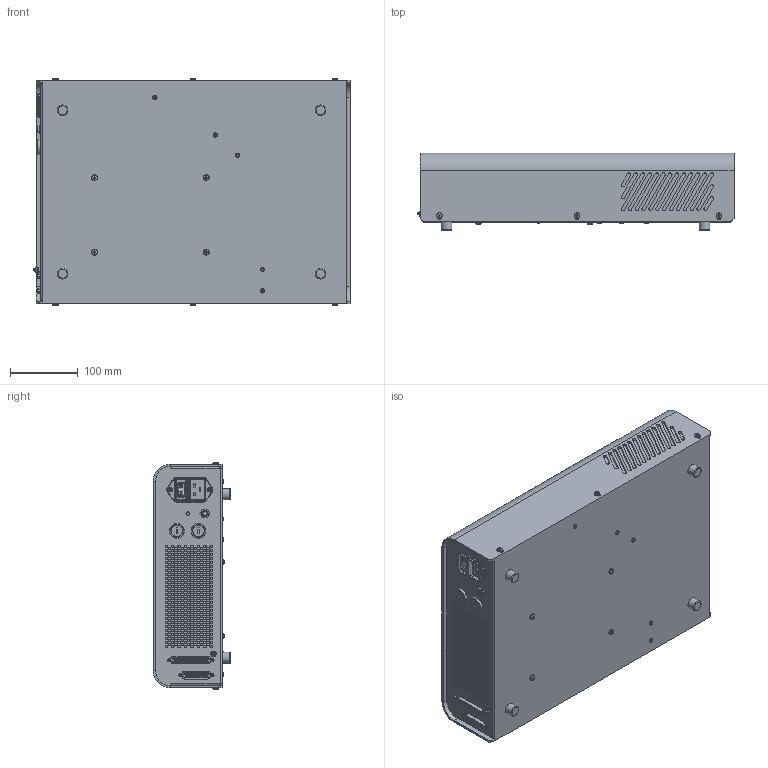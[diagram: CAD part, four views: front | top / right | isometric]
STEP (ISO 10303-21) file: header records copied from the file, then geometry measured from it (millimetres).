
FILE_DESCRIPTION (( 'STEP AP203' ), '1' );
FILE_NAME ('41276 - LED POWER SUPPLY, COMPLETE.STEP', '2018-04-13T17:14:34', ( '' ), ( '' ), 'SwSTEP 2.0', 'SolidWorks 2017', '' );
FILE_SCHEMA (( 'CONFIG_CONTROL_DESIGN' ));
Length unit declared in the file: inch
Products named in the file (1): 41276 - LED POWER SUPPLY, COMPLETE
Bounding box: 466.7 x 114.3 x 336.33 mm (x, y, z)
Volume: 15001988.2 mm3; surface area: 494852.9 mm2
Topology: 1 solids, 13 shells, 2590 faces, 5973 edges, 3981 vertices
Faces by surface type: plane 1326, cylinder 828, bspline 223, cone 161, torus 40, sphere 12
Full cylindrical faces by diameter (mm): 1.143 x25, 1.27 x37, 2.083 x62, 2.261 x4, 2.459 x3, 2.845 x4, 3 x5, 3.048 x4, 3.3 x2, 3.6 x2, 3.81 x383, 4 x12, 5.105 x1, 5.6 x2, 6.35 x7, 6.4 x2, 8 x10, 8.25 x2, 8.8 x4, 9.525 x1, 15.875 x4, 17 x2, 18 x2, 22 x2
Entity records: 70933 total; most frequent: CARTESIAN_POINT 18126, DIRECTION 10711, ORIENTED_EDGE 9610, EDGE_CURVE 4805, AXIS2_PLACEMENT_3D 4307, EDGE_LOOP 3875, VERTEX_POINT 3496, FACE_OUTER_BOUND 3206
